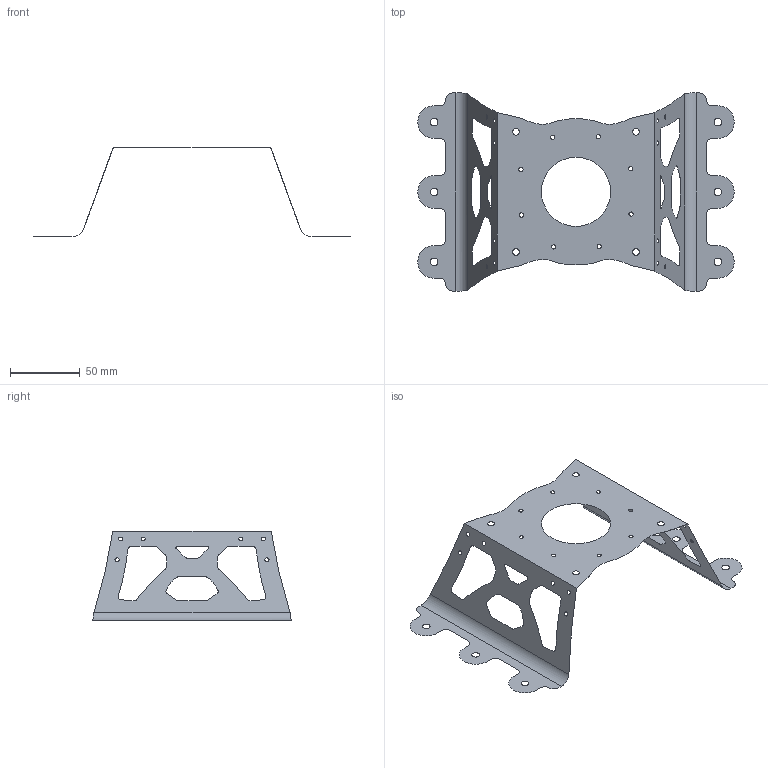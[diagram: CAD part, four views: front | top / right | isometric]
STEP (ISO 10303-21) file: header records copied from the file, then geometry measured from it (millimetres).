
FILE_DESCRIPTION(/* description */ (''),/* implementation_level */ '2;1');
FILE_NAME(/* name */ 'Mount_Bracket v2.step',/* time_stamp */ '2024-11-15T08:25:29+11:00',/* author */ (''),/* organization */ (''),/* preprocessor_version */ 'ST-DEVELOPER v20',/* originating_system */ 'Autodesk Translation Framework v13.20.0.188',/* authorisation */ '');
FILE_SCHEMA (('AUTOMOTIVE_DESIGN { 1 0 10303 214 3 1 1 }'));
Length unit declared in the file: millimetre
Products named in the file (1): Mount_Bracket v2
Bounding box: 226.46 x 141.85 x 64.19 mm (x, y, z)
Surface area: 27367.1 mm2 (no closed solid volume)
Topology: 0 solids, 1 shells, 7 faces, 209 edges, 203 vertices
Faces by surface type: plane 5, cylinder 2
Entity records: 1974 total; most frequent: CARTESIAN_POINT 456, DIRECTION 336, ORIENTED_EDGE 215, EDGE_CURVE 209, VERTEX_POINT 203, AXIS2_PLACEMENT_3D 131, CIRCLE 123, LINE 74
